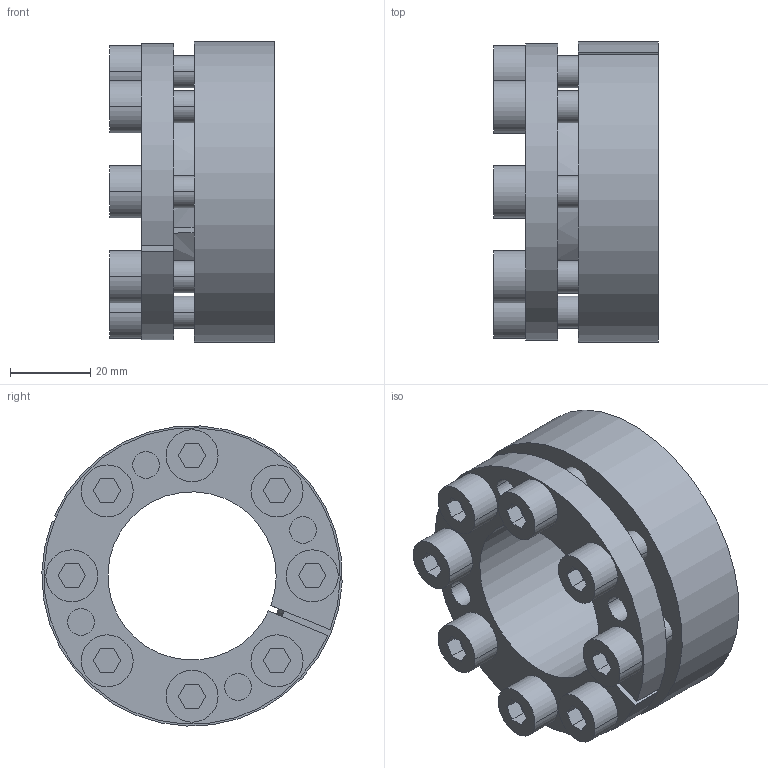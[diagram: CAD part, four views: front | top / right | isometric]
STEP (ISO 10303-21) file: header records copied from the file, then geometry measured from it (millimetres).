
FILE_DESCRIPTION((''),'2;1');
FILE_NAME('082035042075_INT_ASM','2006-02-22T',('Rathmann'),(''),'PRO/ENGINEER BY PARAMETRIC TECHNOLOGY CORPORATION, 2005180','PRO/ENGINEER BY PARAMETRIC TECHNOLOGY CORPORATION, 2005180','');
FILE_SCHEMA(('AUTOMOTIVE_DESIGN_CC2 { 1 2 10303 214 -1 1 5 2 }'));
Length unit declared in the file: millimetre
Products named in the file (4): 082035042075I_INT; 082035042075A_INT; DIN912-M8X25_INT; 082035042075_INT_ASM
Assembly tree (10 placements, depth 2):
  082035042075_INT_ASM
    082035042075I_INT
    082035042075A_INT
    DIN912-M8X25_INT  x8
Bounding box: 41 x 74.95 x 74.92 mm (x, y, z)
Volume: 91703.5 mm3; surface area: 42262.1 mm2
Topology: 10 solids, 10 shells, 182 faces, 453 edges, 338 vertices
Faces by surface type: plane 89, cylinder 75, cone 18
Entity records: 2703 total; most frequent: DIRECTION 488, CARTESIAN_POINT 442, ORIENTED_EDGE 368, AXIS2_PLACEMENT_3D 192, EDGE_CURVE 184, VERTEX_POINT 122, EDGE_LOOP 112, VECTOR 104
